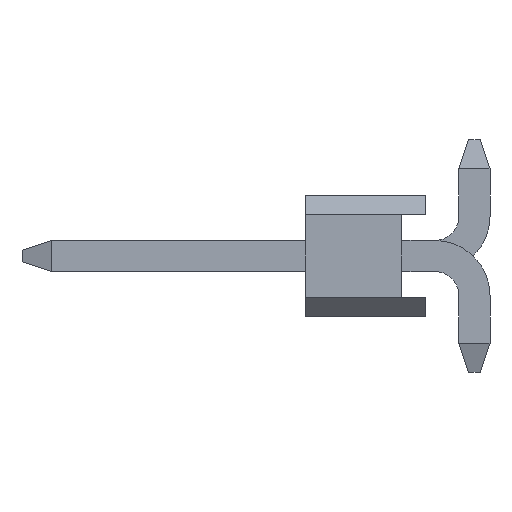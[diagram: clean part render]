
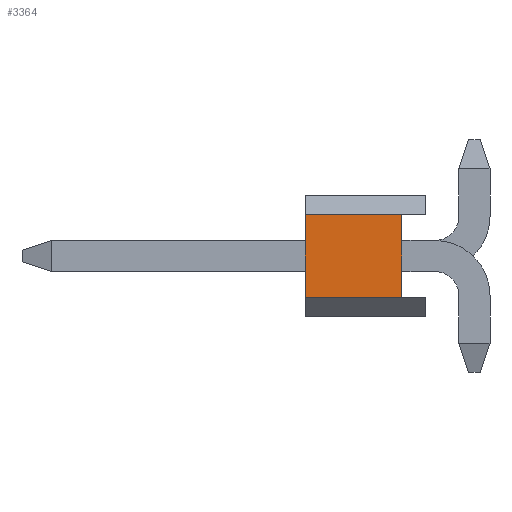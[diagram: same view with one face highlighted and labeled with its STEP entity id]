
A CAD part, left-side view. The second image highlights one B-rep face of the part: STEP entity #3364.
In plain terms, the highlighted planar face has unit normal (-1, 0, 0).
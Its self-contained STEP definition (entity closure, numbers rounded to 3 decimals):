
#1=DIRECTION('',(0.,1.,0.));
#2=VECTOR('',#1,1.99);
#3=CARTESIAN_POINT('',(-8.89,-0.745,-0.855));
#4=LINE('',#3,#2);
#5=DIRECTION('',(0.,0.,1.));
#6=VECTOR('',#5,1.71);
#7=CARTESIAN_POINT('',(-8.89,1.245,-0.855));
#8=LINE('',#7,#6);
#9=DIRECTION('',(0.,1.,0.));
#10=VECTOR('',#9,1.99);
#11=CARTESIAN_POINT('',(-8.89,-0.745,0.855));
#12=LINE('',#11,#10);
#13=DIRECTION('',(0.,0.,-1.));
#14=VECTOR('',#13,1.71);
#15=CARTESIAN_POINT('',(-8.89,-0.745,0.855));
#16=LINE('',#15,#14);
#2637=CARTESIAN_POINT('',(-8.89,-0.745,-0.855));
#2638=CARTESIAN_POINT('',(-8.89,1.245,-0.855));
#2639=VERTEX_POINT('',#2637);
#2640=VERTEX_POINT('',#2638);
#2660=CARTESIAN_POINT('',(-8.89,1.245,0.855));
#2662=VERTEX_POINT('',#2660);
#2779=CARTESIAN_POINT('',(-8.89,-0.745,0.855));
#2780=VERTEX_POINT('',#2779);
#3349=CARTESIAN_POINT('',(-8.89,0.,0.));
#3350=DIRECTION('',(1.,0.,0.));
#3351=DIRECTION('',(0.,0.,-1.));
#3352=AXIS2_PLACEMENT_3D('',#3349,#3350,#3351);
#3353=PLANE('',#3352);
#3355=ORIENTED_EDGE('',*,*,#3354,.T.);
#3357=ORIENTED_EDGE('',*,*,#3356,.T.);
#3359=ORIENTED_EDGE('',*,*,#3358,.F.);
#3361=ORIENTED_EDGE('',*,*,#3360,.T.);
#3362=EDGE_LOOP('',(#3355,#3357,#3359,#3361));
#3363=FACE_OUTER_BOUND('',#3362,.F.);
#3364=ADVANCED_FACE('',(#3363),#3353,.F.);
#3354=EDGE_CURVE('',#2639,#2640,#4,.T.);
#3356=EDGE_CURVE('',#2640,#2662,#8,.T.);
#3358=EDGE_CURVE('',#2780,#2662,#12,.T.);
#3360=EDGE_CURVE('',#2780,#2639,#16,.T.);
